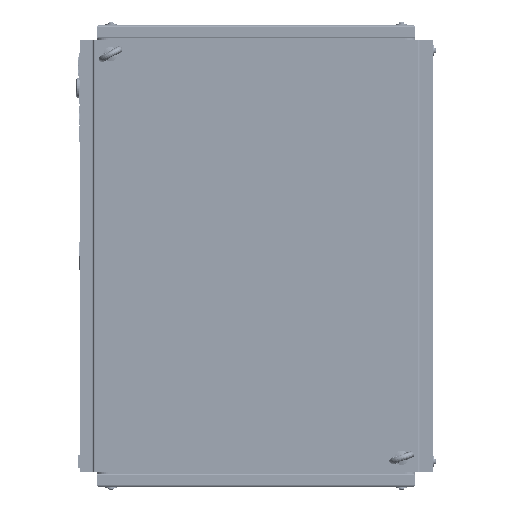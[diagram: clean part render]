
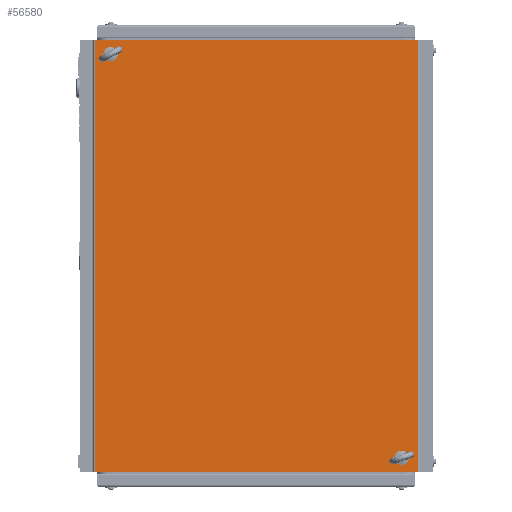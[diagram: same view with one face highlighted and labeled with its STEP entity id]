
A CAD part, front view. The second image highlights one B-rep face of the part: STEP entity #56580.
In plain terms, the highlighted planar face has unit normal (0, -1, 0).
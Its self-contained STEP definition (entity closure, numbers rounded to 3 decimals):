
#215 = VERTEX_POINT ( 'NONE', #65312 ) ;
#3309 = CARTESIAN_POINT ( 'NONE',  ( 19.8, -20., 599. ) ) ;
#3689 = DIRECTION ( 'NONE',  ( -1., 0., 0. ) ) ;
#7603 = CIRCLE ( 'NONE', #23521, 4.5 ) ;
#8361 = VECTOR ( 'NONE', #40189, 1000. ) ;
#8811 = ORIENTED_EDGE ( 'NONE', *, *, #35574, .T. ) ;
#9789 = DIRECTION ( 'NONE',  ( 1., 0., 0. ) ) ;
#10830 = CARTESIAN_POINT ( 'NONE',  ( 469.2, -20., 0. ) ) ;
#10839 = CIRCLE ( 'NONE', #54858, 4.5 ) ;
#10879 = VERTEX_POINT ( 'NONE', #66029 ) ;
#10954 = EDGE_LOOP ( 'NONE', ( #8811, #37388, #71915, #62983 ) ) ;
#11658 = VECTOR ( 'NONE', #75576, 1000. ) ;
#12323 = DIRECTION ( 'NONE',  ( 0., -1., 0. ) ) ;
#14067 = FACE_BOUND ( 'NONE', #34407, .T. ) ;
#15567 = CARTESIAN_POINT ( 'NONE',  ( 38.5, -20., 579.5 ) ) ;
#15817 = VERTEX_POINT ( 'NONE', #26460 ) ;
#16345 = DIRECTION ( 'NONE',  ( 1., 0., 0. ) ) ;
#21812 = LINE ( 'NONE', #39052, #8361 ) ;
#22092 = CARTESIAN_POINT ( 'NONE',  ( 19.8, -20., 599. ) ) ;
#22916 = DIRECTION ( 'NONE',  ( 1., 0., 0. ) ) ;
#23094 = CARTESIAN_POINT ( 'NONE',  ( 20.8, -20., 599. ) ) ;
#23243 = ORIENTED_EDGE ( 'NONE', *, *, #74296, .F. ) ;
#23521 = AXIS2_PLACEMENT_3D ( 'NONE', #68302, #12323, #52948 ) ;
#26460 = CARTESIAN_POINT ( 'NONE',  ( 451.5, -20., 19.5 ) ) ;
#27366 = CIRCLE ( 'NONE', #35905, 4.5 ) ;
#27664 = VECTOR ( 'NONE', #31934, 1000. ) ;
#29517 = VERTEX_POINT ( 'NONE', #52532 ) ;
#30061 = AXIS2_PLACEMENT_3D ( 'NONE', #48887, #67652, #9789 ) ;
#31543 = VERTEX_POINT ( 'NONE', #57294 ) ;
#31934 = DIRECTION ( 'NONE',  ( 0., 0., -1. ) ) ;
#32430 = CARTESIAN_POINT ( 'NONE',  ( 43., -20., 579.5 ) ) ;
#33469 = VERTEX_POINT ( 'NONE', #68729 ) ;
#34104 = VECTOR ( 'NONE', #16345, 1000. ) ;
#34407 = EDGE_LOOP ( 'NONE', ( #23243, #65306 ) ) ;
#35574 = EDGE_CURVE ( 'NONE', #10879, #67380, #21812, .T. ) ;
#35897 = EDGE_CURVE ( 'NONE', #31543, #29517, #63113, .T. ) ;
#35905 = AXIS2_PLACEMENT_3D ( 'NONE', #63155, #52380, #22916 ) ;
#37037 = FACE_OUTER_BOUND ( 'NONE', #10954, .T. ) ;
#37388 = ORIENTED_EDGE ( 'NONE', *, *, #66138, .F. ) ;
#37796 = FACE_BOUND ( 'NONE', #49190, .T. ) ;
#38552 = DIRECTION ( 'NONE',  ( 1., 0., 0. ) ) ;
#39052 = CARTESIAN_POINT ( 'NONE',  ( 19.8, -20., 0. ) ) ;
#40189 = DIRECTION ( 'NONE',  ( 1., 0., 0. ) ) ;
#42119 = EDGE_CURVE ( 'NONE', #15817, #215, #27366, .T. ) ;
#42682 = AXIS2_PLACEMENT_3D ( 'NONE', #3309, #43536, #3689 ) ;
#43536 = DIRECTION ( 'NONE',  ( 0., 1., 0. ) ) ;
#44306 = PLANE ( 'NONE',  #42682 ) ;
#48887 = CARTESIAN_POINT ( 'NONE',  ( 447., -20., 19.5 ) ) ;
#49190 = EDGE_LOOP ( 'NONE', ( #63578, #67033 ) ) ;
#52380 = DIRECTION ( 'NONE',  ( 0., -1., 0. ) ) ;
#52532 = CARTESIAN_POINT ( 'NONE',  ( 469.2, -20., 599. ) ) ;
#52948 = DIRECTION ( 'NONE',  ( 1., 0., 0. ) ) ;
#54858 = AXIS2_PLACEMENT_3D ( 'NONE', #32430, #55812, #38552 ) ;
#55812 = DIRECTION ( 'NONE',  ( 0., -1., 0. ) ) ;
#56580 = ADVANCED_FACE ( 'NONE', ( #14067, #37796, #37037 ), #44306, .F. ) ;
#57294 = CARTESIAN_POINT ( 'NONE',  ( 20.8, -20., 599. ) ) ;
#60706 = CARTESIAN_POINT ( 'NONE',  ( 469.2, -20., 599. ) ) ;
#61852 = LINE ( 'NONE', #60706, #27664 ) ;
#62983 = ORIENTED_EDGE ( 'NONE', *, *, #66276, .T. ) ;
#63113 = LINE ( 'NONE', #22092, #34104 ) ;
#63155 = CARTESIAN_POINT ( 'NONE',  ( 447., -20., 19.5 ) ) ;
#63578 = ORIENTED_EDGE ( 'NONE', *, *, #42119, .F. ) ;
#63730 = LINE ( 'NONE', #23094, #11658 ) ;
#65306 = ORIENTED_EDGE ( 'NONE', *, *, #68817, .F. ) ;
#65312 = CARTESIAN_POINT ( 'NONE',  ( 442.5, -20., 19.5 ) ) ;
#65676 = EDGE_CURVE ( 'NONE', #215, #15817, #66781, .T. ) ;
#66029 = CARTESIAN_POINT ( 'NONE',  ( 20.8, -20., 0. ) ) ;
#66138 = EDGE_CURVE ( 'NONE', #29517, #67380, #61852, .T. ) ;
#66276 = EDGE_CURVE ( 'NONE', #31543, #10879, #63730, .T. ) ;
#66781 = CIRCLE ( 'NONE', #30061, 4.5 ) ;
#67033 = ORIENTED_EDGE ( 'NONE', *, *, #65676, .F. ) ;
#67380 = VERTEX_POINT ( 'NONE', #10830 ) ;
#67652 = DIRECTION ( 'NONE',  ( 0., -1., 0. ) ) ;
#68302 = CARTESIAN_POINT ( 'NONE',  ( 43., -20., 579.5 ) ) ;
#68729 = CARTESIAN_POINT ( 'NONE',  ( 47.5, -20., 579.5 ) ) ;
#68817 = EDGE_CURVE ( 'NONE', #68830, #33469, #10839, .T. ) ;
#68830 = VERTEX_POINT ( 'NONE', #15567 ) ;
#71915 = ORIENTED_EDGE ( 'NONE', *, *, #35897, .F. ) ;
#74296 = EDGE_CURVE ( 'NONE', #33469, #68830, #7603, .T. ) ;
#75576 = DIRECTION ( 'NONE',  ( 0., 0., -1. ) ) ;
